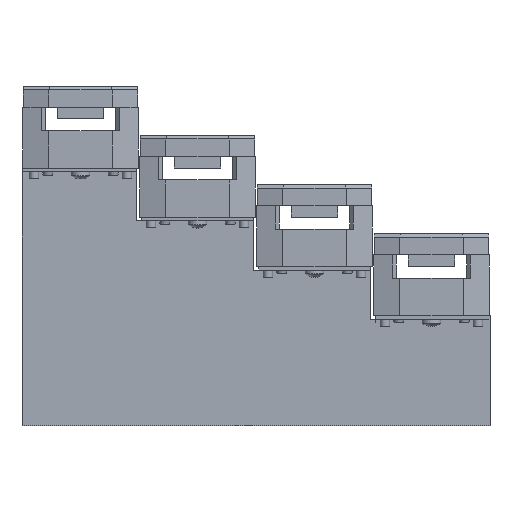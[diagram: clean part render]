
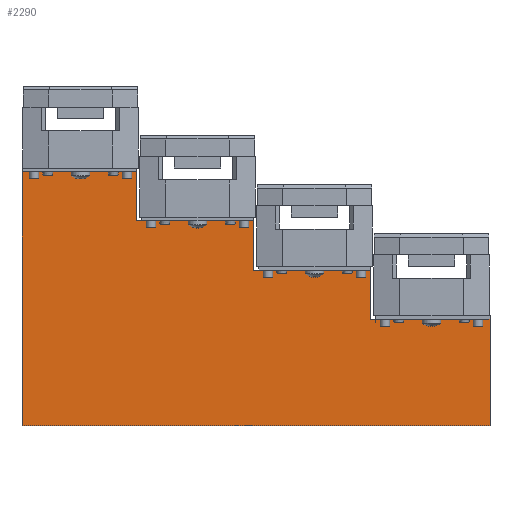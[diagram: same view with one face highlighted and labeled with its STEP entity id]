
A CAD part, left-side view. The second image highlights one B-rep face of the part: STEP entity #2290.
In plain terms, the highlighted planar face has unit normal (-1, 0, 0).
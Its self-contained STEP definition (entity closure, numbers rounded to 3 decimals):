
#2290=ADVANCED_FACE('',(#4251),#4252,.T.);
#4251=FACE_OUTER_BOUND('',#6080,.T.);
#4252=PLANE('',#6081);
#6080=EDGE_LOOP('',(#11237,#11238,#11239,#11240,#11241,#11242,#11243,#11244,#11245,#11246,#11247,#11248,#11249,#11250,#11251,#11252));
#6081=AXIS2_PLACEMENT_3D('',#11253,#11254,#11255);
#11237=ORIENTED_EDGE('',*,*,#13233,.F.);
#11238=ORIENTED_EDGE('',*,*,#13280,.F.);
#11239=ORIENTED_EDGE('',*,*,#13289,.T.);
#11240=ORIENTED_EDGE('',*,*,#13291,.T.);
#11241=ORIENTED_EDGE('',*,*,#13208,.F.);
#11242=ORIENTED_EDGE('',*,*,#13331,.F.);
#11243=ORIENTED_EDGE('',*,*,#13326,.T.);
#11244=ORIENTED_EDGE('',*,*,#13329,.T.);
#11245=ORIENTED_EDGE('',*,*,#13274,.T.);
#11246=ORIENTED_EDGE('',*,*,#13272,.F.);
#11247=ORIENTED_EDGE('',*,*,#13268,.F.);
#11248=ORIENTED_EDGE('',*,*,#13309,.F.);
#11249=ORIENTED_EDGE('',*,*,#13315,.T.);
#11250=ORIENTED_EDGE('',*,*,#13260,.F.);
#11251=ORIENTED_EDGE('',*,*,#13298,.F.);
#11252=ORIENTED_EDGE('',*,*,#13304,.T.);
#11253=CARTESIAN_POINT('',(18.5,0.0,1.55));
#11254=DIRECTION('',(-1.0,0.0,0.0));
#11255=DIRECTION('',(0.0,0.0,1.0));
#13208=EDGE_CURVE('',#16117,#16112,#16119,.T.);
#13233=EDGE_CURVE('',#16149,#16152,#16153,.T.);
#13260=EDGE_CURVE('',#16198,#16200,#16201,.T.);
#13268=EDGE_CURVE('',#16210,#16212,#16213,.T.);
#13272=EDGE_CURVE('',#16212,#16216,#16218,.T.);
#13274=EDGE_CURVE('',#16220,#16216,#16221,.T.);
#13280=EDGE_CURVE('',#16228,#16149,#16230,.T.);
#13289=EDGE_CURVE('',#16228,#16240,#16242,.T.);
#13291=EDGE_CURVE('',#16240,#16112,#16244,.T.);
#13298=EDGE_CURVE('',#16253,#16198,#16255,.T.);
#13304=EDGE_CURVE('',#16253,#16152,#16261,.T.);
#13309=EDGE_CURVE('',#16267,#16210,#16269,.T.);
#13315=EDGE_CURVE('',#16267,#16200,#16275,.T.);
#13326=EDGE_CURVE('',#16291,#16289,#16292,.T.);
#13329=EDGE_CURVE('',#16289,#16220,#16295,.T.);
#13331=EDGE_CURVE('',#16291,#16117,#16297,.T.);
#16112=VERTEX_POINT('',#19977);
#16117=VERTEX_POINT('',#19984);
#16119=LINE('',#19987,#19988);
#16149=VERTEX_POINT('',#20028);
#16152=VERTEX_POINT('',#20032);
#16153=LINE('',#20033,#20034);
#16198=VERTEX_POINT('',#20101);
#16200=VERTEX_POINT('',#20104);
#16201=LINE('',#20105,#20106);
#16210=VERTEX_POINT('',#20119);
#16212=VERTEX_POINT('',#20122);
#16213=LINE('',#20123,#20124);
#16216=VERTEX_POINT('',#20128);
#16218=LINE('',#20131,#20132);
#16220=VERTEX_POINT('',#20134);
#16221=LINE('',#20135,#20136);
#16228=VERTEX_POINT('',#20146);
#16230=LINE('',#20149,#20150);
#16240=VERTEX_POINT('',#20164);
#16242=LINE('',#20167,#20168);
#16244=LINE('',#20170,#20171);
#16253=VERTEX_POINT('',#20184);
#16255=LINE('',#20187,#20188);
#16261=LINE('',#20196,#20197);
#16267=VERTEX_POINT('',#20205);
#16269=LINE('',#20208,#20209);
#16275=LINE('',#20217,#20218);
#16289=VERTEX_POINT('',#20238);
#16291=VERTEX_POINT('',#20241);
#16292=LINE('',#20242,#20243);
#16295=LINE('',#20247,#20248);
#16297=LINE('',#20250,#20251);
#19977=CARTESIAN_POINT('',(18.5,200.0,0.0));
#19984=CARTESIAN_POINT('',(18.5,0.0,0.0));
#19987=CARTESIAN_POINT('',(18.5,0.0,0.0));
#19988=VECTOR('',#22472,1.0);
#20028=CARTESIAN_POINT('',(18.5,151.25,87.5));
#20032=CARTESIAN_POINT('',(18.5,148.75,87.5));
#20033=CARTESIAN_POINT('',(18.5,153.75,87.5));
#20034=VECTOR('',#22496,1.0);
#20101=CARTESIAN_POINT('',(18.5,101.25,66.5));
#20104=CARTESIAN_POINT('',(18.5,98.75,66.5));
#20105=CARTESIAN_POINT('',(18.5,103.75,66.5));
#20106=VECTOR('',#22520,1.0);
#20119=CARTESIAN_POINT('',(18.5,51.25,45.5));
#20122=CARTESIAN_POINT('',(18.5,49.0,45.5));
#20123=CARTESIAN_POINT('',(18.5,54.0,45.5));
#20124=VECTOR('',#22526,1.0);
#20128=CARTESIAN_POINT('',(18.5,49.0,43.9));
#20131=CARTESIAN_POINT('',(18.5,49.0,27.75));
#20132=VECTOR('',#22529,1.0);
#20134=CARTESIAN_POINT('',(18.5,48.75,43.9));
#20135=CARTESIAN_POINT('',(18.5,0.0,43.9));
#20136=VECTOR('',#22530,1.0);
#20146=CARTESIAN_POINT('',(18.5,151.25,108.5));
#20149=CARTESIAN_POINT('',(18.5,151.25,108.5));
#20150=VECTOR('',#22535,1.0);
#20164=CARTESIAN_POINT('',(18.5,200.0,108.5));
#20167=CARTESIAN_POINT('',(18.5,151.25,108.5));
#20168=VECTOR('',#22541,1.0);
#20170=CARTESIAN_POINT('',(18.5,200.0,43.9));
#20171=VECTOR('',#22542,1.0);
#20184=CARTESIAN_POINT('',(18.5,101.25,87.5));
#20187=CARTESIAN_POINT('',(18.5,101.25,87.5));
#20188=VECTOR('',#22548,1.0);
#20196=CARTESIAN_POINT('',(18.5,101.25,87.5));
#20197=VECTOR('',#22551,1.0);
#20205=CARTESIAN_POINT('',(18.5,51.25,66.5));
#20208=CARTESIAN_POINT('',(18.5,51.25,66.5));
#20209=VECTOR('',#22555,1.0);
#20217=CARTESIAN_POINT('',(18.5,51.25,66.5));
#20218=VECTOR('',#22558,1.0);
#20238=CARTESIAN_POINT('',(18.5,48.75,45.5));
#20241=CARTESIAN_POINT('',(18.5,0.0,45.5));
#20242=CARTESIAN_POINT('',(18.5,0.0,45.5));
#20243=VECTOR('',#22566,1.0);
#20247=CARTESIAN_POINT('',(18.5,48.75,45.5));
#20248=VECTOR('',#22568,1.0);
#20250=CARTESIAN_POINT('',(18.5,0.0,43.9));
#20251=VECTOR('',#22569,1.0);
#22472=DIRECTION('',(0.0,1.0,0.0));
#22496=DIRECTION('',(0.0,-1.0,0.0));
#22520=DIRECTION('',(0.0,-1.0,0.0));
#22526=DIRECTION('',(0.0,-1.0,0.0));
#22529=DIRECTION('',(0.0,0.0,-1.0));
#22530=DIRECTION('',(0.0,1.0,0.0));
#22535=DIRECTION('',(0.0,0.0,-1.0));
#22541=DIRECTION('',(0.0,1.0,0.0));
#22542=DIRECTION('',(0.0,0.0,-1.0));
#22548=DIRECTION('',(0.0,0.0,-1.0));
#22551=DIRECTION('',(0.0,1.0,0.0));
#22555=DIRECTION('',(0.0,0.0,-1.0));
#22558=DIRECTION('',(0.0,1.0,0.0));
#22566=DIRECTION('',(0.0,1.0,0.0));
#22568=DIRECTION('',(0.0,0.0,-1.0));
#22569=DIRECTION('',(0.0,0.0,-1.0));
